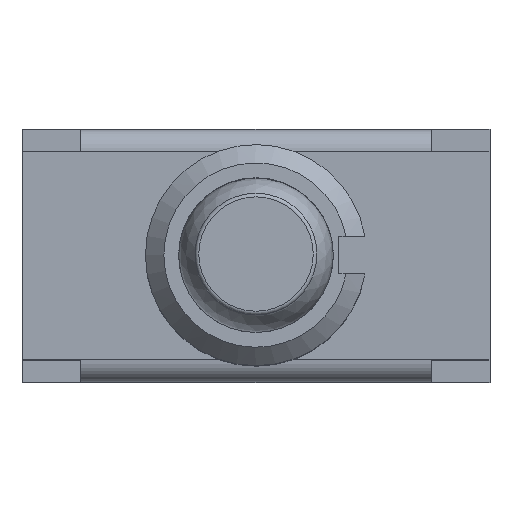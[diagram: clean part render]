
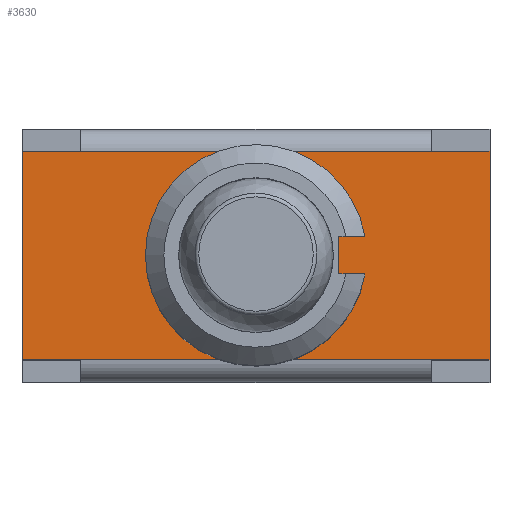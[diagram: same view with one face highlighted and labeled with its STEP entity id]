
A CAD part, top view. The second image highlights one B-rep face of the part: STEP entity #3630.
In plain terms, the highlighted planar face has unit normal (0, 0, 1).
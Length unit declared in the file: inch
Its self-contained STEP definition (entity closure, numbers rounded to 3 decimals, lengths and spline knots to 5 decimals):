
#150=PLANE('',#3893);
#303=FACE_OUTER_BOUND('',#506,.T.);
#506=EDGE_LOOP('',(#2809,#2810,#2811,#2812,#2813,#2814,#2815,#2816));
#843=LINE('',#5594,#1235);
#845=LINE('',#5599,#1237);
#847=LINE('',#5602,#1239);
#850=LINE('',#5608,#1242);
#855=LINE('',#5618,#1247);
#857=LINE('',#5621,#1249);
#859=LINE('',#5629,#1251);
#860=LINE('',#5631,#1252);
#1235=VECTOR('',#4544,0.3937);
#1237=VECTOR('',#4548,0.3937);
#1239=VECTOR('',#4552,0.3937);
#1242=VECTOR('',#4557,0.3937);
#1247=VECTOR('',#4564,0.3937);
#1249=VECTOR('',#4568,0.3937);
#1251=VECTOR('',#4580,0.3937);
#1252=VECTOR('',#4583,0.3937);
#1595=VERTEX_POINT('',#5407);
#1598=VERTEX_POINT('',#5419);
#1603=VERTEX_POINT('',#5435);
#1654=VERTEX_POINT('',#5590);
#1657=VERTEX_POINT('',#5597);
#1659=VERTEX_POINT('',#5606);
#1660=VERTEX_POINT('',#5611);
#1663=VERTEX_POINT('',#5616);
#2055=EDGE_CURVE('',#1598,#1654,#843,.T.);
#2057=EDGE_CURVE('',#1603,#1657,#845,.T.);
#2059=EDGE_CURVE('',#1657,#1654,#847,.T.);
#2062=EDGE_CURVE('',#1595,#1659,#850,.T.);
#2067=EDGE_CURVE('',#1663,#1660,#855,.T.);
#2069=EDGE_CURVE('',#1659,#1660,#857,.T.);
#2073=EDGE_CURVE('',#1603,#1663,#859,.T.);
#2074=EDGE_CURVE('',#1598,#1595,#860,.T.);
#2809=ORIENTED_EDGE('',*,*,#2074,.T.);
#2810=ORIENTED_EDGE('',*,*,#2062,.T.);
#2811=ORIENTED_EDGE('',*,*,#2069,.T.);
#2812=ORIENTED_EDGE('',*,*,#2067,.F.);
#2813=ORIENTED_EDGE('',*,*,#2073,.F.);
#2814=ORIENTED_EDGE('',*,*,#2057,.T.);
#2815=ORIENTED_EDGE('',*,*,#2059,.T.);
#2816=ORIENTED_EDGE('',*,*,#2055,.F.);
#3630=ADVANCED_FACE('',(#303),#150,.T.);
#3893=AXIS2_PLACEMENT_3D('',#5630,#4581,#4582);
#4544=DIRECTION('',(-1.,0.,0.));
#4548=DIRECTION('',(-1.,0.,0.));
#4552=DIRECTION('',(0.,-1.,0.));
#4557=DIRECTION('',(1.,0.,0.));
#4564=DIRECTION('',(1.,0.,0.));
#4568=DIRECTION('',(0.,1.,0.));
#4580=DIRECTION('',(1.,0.,0.));
#4581=DIRECTION('center_axis',(0.,0.,
1.));
#4582=DIRECTION('ref_axis',(0.,-1.,0.));
#4583=DIRECTION('',(1.,0.,0.));
#5407=CARTESIAN_POINT('',(0.18701,-0.11142,0.35));
#5419=CARTESIAN_POINT('',(-0.18701,-0.11142,0.35));
#5435=CARTESIAN_POINT('',(-0.18701,0.11142,0.35));
#5590=CARTESIAN_POINT('',(-0.25,-0.11142,0.35));
#5594=CARTESIAN_POINT('',(-0.18701,-0.11142,0.35));
#5597=CARTESIAN_POINT('',(-0.25,0.11142,0.35));
#5599=CARTESIAN_POINT('',(-0.18701,0.11142,0.35));
#5602=CARTESIAN_POINT('',(-0.25,-0.11142,0.35));
#5606=CARTESIAN_POINT('',(0.25,-0.11142,0.35));
#5608=CARTESIAN_POINT('',(0.18701,-0.11142,0.35));
#5611=CARTESIAN_POINT('',(0.25,0.11142,0.35));
#5616=CARTESIAN_POINT('',(0.18701,0.11142,0.35));
#5618=CARTESIAN_POINT('',(0.18701,0.11142,0.35));
#5621=CARTESIAN_POINT('',(0.25,0.11142,0.35));
#5629=CARTESIAN_POINT('',(0.,0.11142,0.35));
#5630=CARTESIAN_POINT('Origin',(0.,0.11142,
0.35));
#5631=CARTESIAN_POINT('',(0.,-0.11142,0.35));
